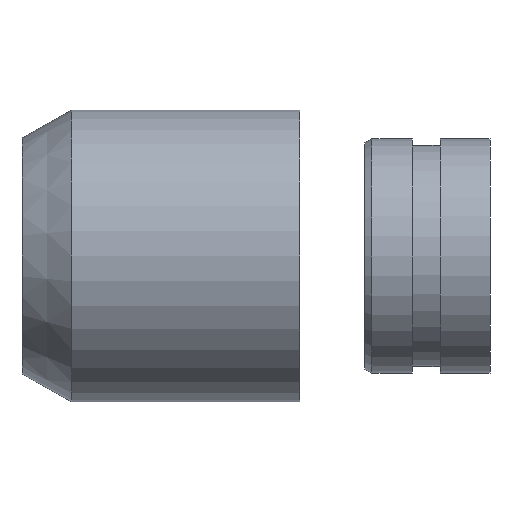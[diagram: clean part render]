
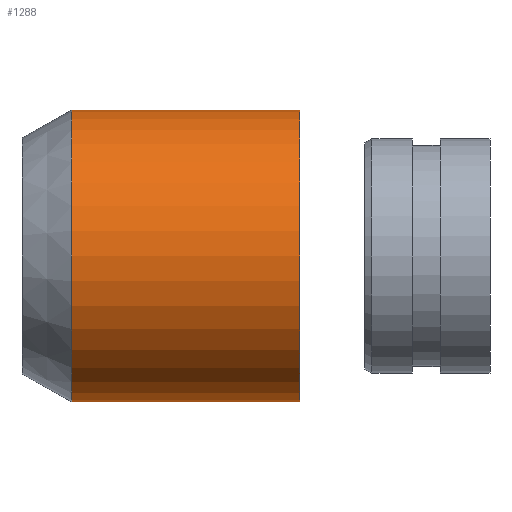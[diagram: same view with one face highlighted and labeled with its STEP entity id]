
A CAD part, front view. The second image highlights one B-rep face of the part: STEP entity #1288.
In plain terms, the highlighted cylindrical face has radius 21 mm (diameter 42 mm), a partial arc.
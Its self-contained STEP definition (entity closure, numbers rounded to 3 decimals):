
#70 = DIRECTION ( 'NONE',  ( 0., 0., 1. ) ) ;
#98 = DIRECTION ( 'NONE',  ( 0., 0., 1. ) ) ;
#153 = CIRCLE ( 'NONE', #498, 21. ) ;
#216 = FACE_OUTER_BOUND ( 'NONE', #1793, .T. ) ;
#304 = AXIS2_PLACEMENT_3D ( 'NONE', #827, #492, #504 ) ;
#305 = VERTEX_POINT ( 'NONE', #1754 ) ;
#318 = VERTEX_POINT ( 'NONE', #1287 ) ;
#349 = LINE ( 'NONE', #1879, #1667 ) ;
#396 = CARTESIAN_POINT ( 'NONE',  ( -40.72, 0., 0. ) ) ;
#492 = DIRECTION ( 'NONE',  ( -1., 0., 0. ) ) ;
#498 = AXIS2_PLACEMENT_3D ( 'NONE', #396, #1293, #98 ) ;
#504 = DIRECTION ( 'NONE',  ( 0., 0., 1. ) ) ;
#713 = ORIENTED_EDGE ( 'NONE', *, *, #1139, .T. ) ;
#827 = CARTESIAN_POINT ( 'NONE',  ( -139.753, 0., 0. ) ) ;
#948 = LINE ( 'NONE', #987, #1914 ) ;
#967 = DIRECTION ( 'NONE',  ( -1., 0., 0. ) ) ;
#979 = CARTESIAN_POINT ( 'NONE',  ( -40.72, 0., 21. ) ) ;
#987 = CARTESIAN_POINT ( 'NONE',  ( -139.753, 0., -21. ) ) ;
#1086 = ORIENTED_EDGE ( 'NONE', *, *, #1684, .F. ) ;
#1139 = EDGE_CURVE ( 'NONE', #318, #1240, #153, .T. ) ;
#1155 = AXIS2_PLACEMENT_3D ( 'NONE', #1723, #967, #70 ) ;
#1210 = EDGE_CURVE ( 'NONE', #1240, #305, #349, .T. ) ;
#1234 = ORIENTED_EDGE ( 'NONE', *, *, #1326, .F. ) ;
#1240 = VERTEX_POINT ( 'NONE', #979 ) ;
#1287 = CARTESIAN_POINT ( 'NONE',  ( -40.72, 0., -21. ) ) ;
#1288 = ADVANCED_FACE ( 'NONE', ( #216 ), #1850, .T. ) ;
#1293 = DIRECTION ( 'NONE',  ( -1., 0., 0. ) ) ;
#1326 = EDGE_CURVE ( 'NONE', #318, #1600, #948, .T. ) ;
#1420 = DIRECTION ( 'NONE',  ( -1., 0., 0. ) ) ;
#1569 = CARTESIAN_POINT ( 'NONE',  ( -73.575, 0., -21. ) ) ;
#1590 = DIRECTION ( 'NONE',  ( -1., 0., 0. ) ) ;
#1593 = CIRCLE ( 'NONE', #1155, 21. ) ;
#1600 = VERTEX_POINT ( 'NONE', #1569 ) ;
#1667 = VECTOR ( 'NONE', #1420, 1000. ) ;
#1684 = EDGE_CURVE ( 'NONE', #1600, #305, #1593, .T. ) ;
#1723 = CARTESIAN_POINT ( 'NONE',  ( -73.575, 0., 0. ) ) ;
#1754 = CARTESIAN_POINT ( 'NONE',  ( -73.575, 0., 21. ) ) ;
#1793 = EDGE_LOOP ( 'NONE', ( #1234, #713, #1813, #1086 ) ) ;
#1813 = ORIENTED_EDGE ( 'NONE', *, *, #1210, .T. ) ;
#1850 = CYLINDRICAL_SURFACE ( 'NONE', #304, 21. ) ;
#1879 = CARTESIAN_POINT ( 'NONE',  ( -139.753, 0., 21. ) ) ;
#1914 = VECTOR ( 'NONE', #1590, 1000. ) ;
